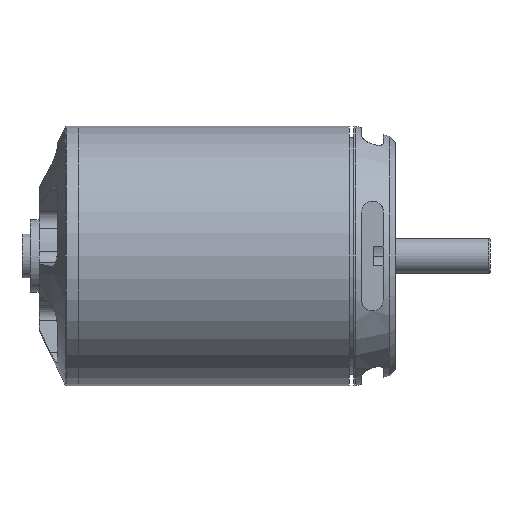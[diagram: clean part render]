
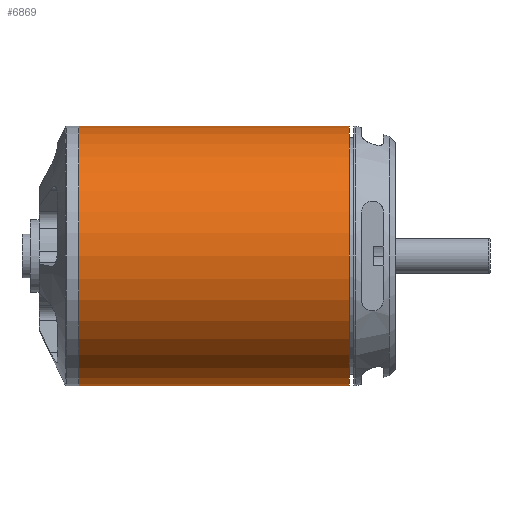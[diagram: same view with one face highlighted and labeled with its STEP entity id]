
A CAD part, left-side view. The second image highlights one B-rep face of the part: STEP entity #6869.
In plain terms, the highlighted cylindrical face has radius 29.5 mm (diameter 59 mm), a partial arc.
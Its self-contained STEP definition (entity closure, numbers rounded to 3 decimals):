
#279 = DIRECTION ( 'NONE',  ( 0., 0., -1. ) ) ;
#596 = EDGE_LOOP ( 'NONE', ( #2292, #7350, #1130, #7450 ) ) ;
#992 = VERTEX_POINT ( 'NONE', #2789 ) ;
#1068 = CARTESIAN_POINT ( 'NONE',  ( 0., 0., 0. ) ) ;
#1130 = ORIENTED_EDGE ( 'NONE', *, *, #4670, .T. ) ;
#1207 = CARTESIAN_POINT ( 'NONE',  ( 0., 0., 29.5 ) ) ;
#1382 = CARTESIAN_POINT ( 'NONE',  ( 0., 61.5, -29.5 ) ) ;
#1675 = CIRCLE ( 'NONE', #3015, 29.5 ) ;
#2006 = DIRECTION ( 'NONE',  ( 0., -1., 0. ) ) ;
#2152 = EDGE_CURVE ( 'NONE', #5122, #5012, #3113, .T. ) ;
#2215 = DIRECTION ( 'NONE',  ( 0., 0., 1. ) ) ;
#2292 = ORIENTED_EDGE ( 'NONE', *, *, #2152, .F. ) ;
#2501 = CARTESIAN_POINT ( 'NONE',  ( 0., 61.5, -29.5 ) ) ;
#2789 = CARTESIAN_POINT ( 'NONE',  ( 0., 0., -29.5 ) ) ;
#3015 = AXIS2_PLACEMENT_3D ( 'NONE', #1068, #5092, #2215 ) ;
#3113 = LINE ( 'NONE', #3667, #4462 ) ;
#3298 = FACE_OUTER_BOUND ( 'NONE', #596, .T. ) ;
#3667 = CARTESIAN_POINT ( 'NONE',  ( 0., 61.5, 29.5 ) ) ;
#3858 = VECTOR ( 'NONE', #2006, 1000. ) ;
#4221 = DIRECTION ( 'NONE',  ( 0., 1., 0. ) ) ;
#4462 = VECTOR ( 'NONE', #7108, 1000. ) ;
#4560 = AXIS2_PLACEMENT_3D ( 'NONE', #7151, #6013, #279 ) ;
#4670 = EDGE_CURVE ( 'NONE', #6839, #992, #5041, .T. ) ;
#4699 = DIRECTION ( 'NONE',  ( 0., 0., 1. ) ) ;
#4764 = CARTESIAN_POINT ( 'NONE',  ( 0., 61.5, 29.5 ) ) ;
#5012 = VERTEX_POINT ( 'NONE', #1207 ) ;
#5041 = LINE ( 'NONE', #2501, #3858 ) ;
#5092 = DIRECTION ( 'NONE',  ( 0., 1., 0. ) ) ;
#5122 = VERTEX_POINT ( 'NONE', #4764 ) ;
#5745 = AXIS2_PLACEMENT_3D ( 'NONE', #6472, #4221, #4699 ) ;
#6013 = DIRECTION ( 'NONE',  ( 0., -1., 0. ) ) ;
#6307 = CYLINDRICAL_SURFACE ( 'NONE', #4560, 29.5 ) ;
#6472 = CARTESIAN_POINT ( 'NONE',  ( 0., 61.5, 0. ) ) ;
#6839 = VERTEX_POINT ( 'NONE', #1382 ) ;
#6869 = ADVANCED_FACE ( 'NONE', ( #3298 ), #6307, .T. ) ;
#7108 = DIRECTION ( 'NONE',  ( 0., -1., 0. ) ) ;
#7151 = CARTESIAN_POINT ( 'NONE',  ( 0., 61.5, 0. ) ) ;
#7194 = EDGE_CURVE ( 'NONE', #992, #5012, #1675, .T. ) ;
#7208 = CIRCLE ( 'NONE', #5745, 29.5 ) ;
#7342 = EDGE_CURVE ( 'NONE', #6839, #5122, #7208, .T. ) ;
#7350 = ORIENTED_EDGE ( 'NONE', *, *, #7342, .F. ) ;
#7450 = ORIENTED_EDGE ( 'NONE', *, *, #7194, .T. ) ;
